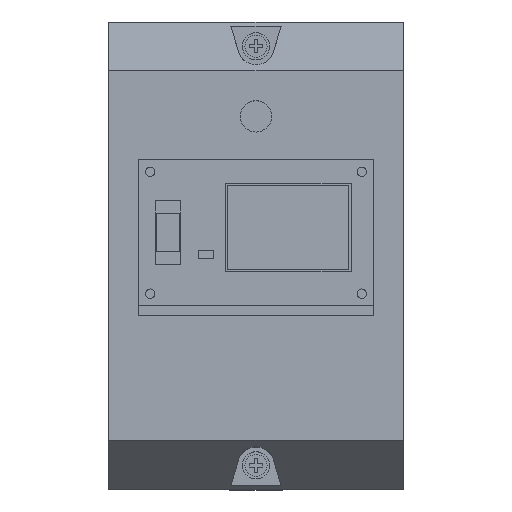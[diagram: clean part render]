
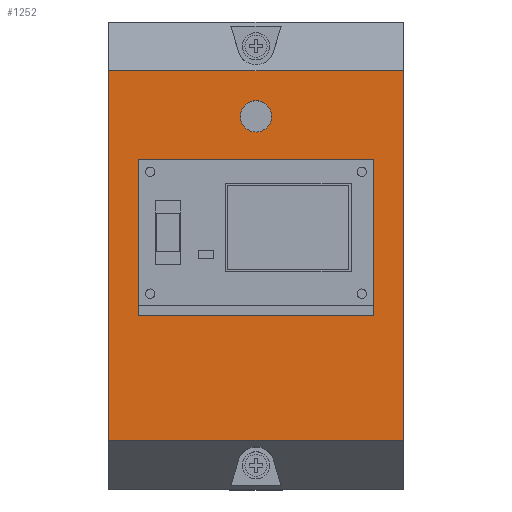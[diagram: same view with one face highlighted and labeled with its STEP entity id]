
A CAD part, top view. The second image highlights one B-rep face of the part: STEP entity #1252.
In plain terms, the highlighted face is planar.
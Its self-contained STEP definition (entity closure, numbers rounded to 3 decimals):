
#66=DIRECTION('',(0.,0.,-1.));
#67=VECTOR('',#66,115.6);
#68=CARTESIAN_POINT('',(-46.1,46.85,57.8));
#69=LINE('',#68,#67);
#70=DIRECTION('',(-1.,0.,0.));
#71=VECTOR('',#70,92.2);
#72=CARTESIAN_POINT('',(46.1,46.85,57.8));
#73=LINE('',#72,#71);
#74=DIRECTION('',(0.,0.,-1.));
#75=VECTOR('',#74,48.7);
#76=CARTESIAN_POINT('',(36.85,46.85,30.));
#77=LINE('',#76,#75);
#78=DIRECTION('',(0.,0.,1.));
#79=VECTOR('',#78,48.7);
#80=CARTESIAN_POINT('',(-36.85,46.85,-18.7));
#81=LINE('',#80,#79);
#82=CARTESIAN_POINT('',(0.,46.85,43.566));
#83=DIRECTION('',(0.,1.,0.));
#84=DIRECTION('',(-1.,0.,0.));
#85=AXIS2_PLACEMENT_3D('',#82,#83,#84);
#87=CARTESIAN_POINT('',(0.,46.85,43.566));
#88=DIRECTION('',(0.,1.,0.));
#89=DIRECTION('',(1.,0.,0.));
#90=AXIS2_PLACEMENT_3D('',#87,#88,#89);
#92=DIRECTION('',(-1.,0.,0.));
#93=VECTOR('',#92,92.2);
#94=CARTESIAN_POINT('',(46.1,46.85,-57.8));
#95=LINE('',#94,#93);
#116=DIRECTION('',(0.,0.,-1.));
#117=VECTOR('',#116,115.6);
#118=CARTESIAN_POINT('',(46.1,46.85,57.8));
#119=LINE('',#118,#117);
#253=DIRECTION('',(1.,0.,0.));
#254=VECTOR('',#253,73.7);
#255=CARTESIAN_POINT('',(-36.85,46.85,-18.7));
#256=LINE('',#255,#254);
#317=DIRECTION('',(-1.,0.,0.));
#318=VECTOR('',#317,73.7);
#319=CARTESIAN_POINT('',(36.85,46.85,30.));
#320=LINE('',#319,#318);
#860=CARTESIAN_POINT('',(-46.1,46.85,-57.8));
#861=VERTEX_POINT('',#860);
#862=CARTESIAN_POINT('',(-46.1,46.85,57.8));
#863=VERTEX_POINT('',#862);
#892=CARTESIAN_POINT('',(46.1,46.85,57.8));
#893=VERTEX_POINT('',#892);
#901=CARTESIAN_POINT('',(46.1,46.85,-57.8));
#902=VERTEX_POINT('',#901);
#903=CARTESIAN_POINT('',(36.85,46.85,30.));
#904=CARTESIAN_POINT('',(36.85,46.85,-18.7));
#905=VERTEX_POINT('',#903);
#906=VERTEX_POINT('',#904);
#907=CARTESIAN_POINT('',(-36.85,46.85,-18.7));
#908=VERTEX_POINT('',#907);
#909=CARTESIAN_POINT('',(-36.85,46.85,30.));
#910=VERTEX_POINT('',#909);
#911=CARTESIAN_POINT('',(-4.9,46.85,43.566));
#912=CARTESIAN_POINT('',(4.9,46.85,43.566));
#913=VERTEX_POINT('',#911);
#914=VERTEX_POINT('',#912);
#1223=CARTESIAN_POINT('',(-46.1,46.85,-57.8));
#1224=DIRECTION('',(0.,1.,0.));
#1225=DIRECTION('',(0.,0.,1.));
#1226=AXIS2_PLACEMENT_3D('',#1223,#1224,#1225);
#1227=PLANE('',#1226);
#1228=ORIENTED_EDGE('',*,*,#1123,.T.);
#1230=ORIENTED_EDGE('',*,*,#1229,.F.);
#1232=ORIENTED_EDGE('',*,*,#1231,.F.);
#1233=ORIENTED_EDGE('',*,*,#1205,.T.);
#1234=EDGE_LOOP('',(#1228,#1230,#1232,#1233));
#1235=FACE_OUTER_BOUND('',#1234,.F.);
#1237=ORIENTED_EDGE('',*,*,#1236,.T.);
#1239=ORIENTED_EDGE('',*,*,#1238,.F.);
#1241=ORIENTED_EDGE('',*,*,#1240,.T.);
#1243=ORIENTED_EDGE('',*,*,#1242,.F.);
#1244=EDGE_LOOP('',(#1237,#1239,#1241,#1243));
#1245=FACE_BOUND('',#1244,.F.);
#1247=ORIENTED_EDGE('',*,*,#1246,.T.);
#1249=ORIENTED_EDGE('',*,*,#1248,.T.);
#1250=EDGE_LOOP('',(#1247,#1249));
#1251=FACE_BOUND('',#1250,.F.);
#86=CIRCLE('',#85,4.9);
#91=CIRCLE('',#90,4.9);
#1123=EDGE_CURVE('',#863,#861,#69,.T.);
#1205=EDGE_CURVE('',#893,#863,#73,.T.);
#1229=EDGE_CURVE('',#902,#861,#95,.T.);
#1231=EDGE_CURVE('',#893,#902,#119,.T.);
#1236=EDGE_CURVE('',#905,#906,#77,.T.);
#1238=EDGE_CURVE('',#908,#906,#256,.T.);
#1240=EDGE_CURVE('',#908,#910,#81,.T.);
#1242=EDGE_CURVE('',#905,#910,#320,.T.);
#1246=EDGE_CURVE('',#913,#914,#86,.T.);
#1248=EDGE_CURVE('',#914,#913,#91,.T.);
#1252=ADVANCED_FACE('',(#1235,#1245,#1251),#1227,.T.);
